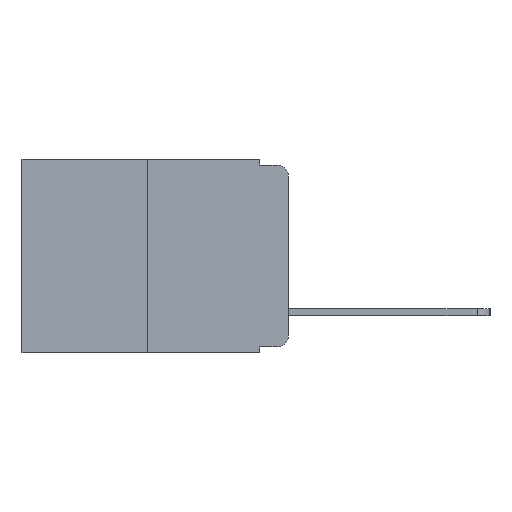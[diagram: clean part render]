
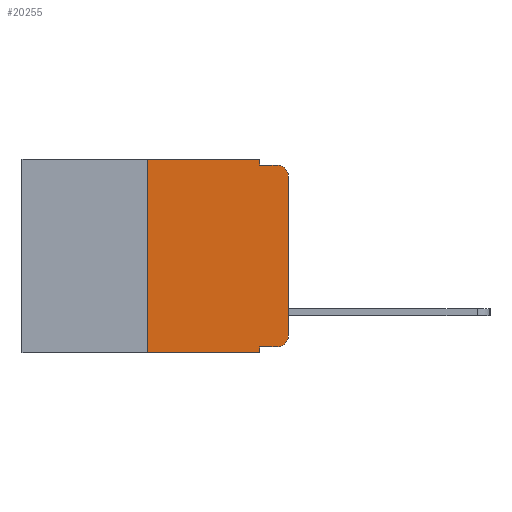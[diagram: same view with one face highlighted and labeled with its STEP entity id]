
A CAD part, left-side view. The second image highlights one B-rep face of the part: STEP entity #20255.
In plain terms, the highlighted planar face has unit normal (-1, 0, 0).
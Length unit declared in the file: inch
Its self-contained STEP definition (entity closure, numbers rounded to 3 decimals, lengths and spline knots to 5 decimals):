
#537 = EDGE_CURVE ( 'NONE', #15084, #6155, #12626, .T. ) ;
#910 = VERTEX_POINT ( 'NONE', #3165 ) ;
#953 = CARTESIAN_POINT ( 'NONE',  ( 0., 0.051, -0.333 ) ) ;
#969 = ORIENTED_EDGE ( 'NONE', *, *, #5452, .T. ) ;
#1013 = VERTEX_POINT ( 'NONE', #8920 ) ;
#1330 = CIRCLE ( 'NONE', #1917, 0.02 ) ;
#1628 = DIRECTION ( 'NONE',  ( 0., -1., 0. ) ) ;
#1642 = VECTOR ( 'NONE', #3710, 39.37008 ) ;
#1765 = CARTESIAN_POINT ( 'NONE',  ( 0., 0.051, -0.01 ) ) ;
#1786 = CARTESIAN_POINT ( 'NONE',  ( 0., 0.02, -0.333 ) ) ;
#1822 = EDGE_CURVE ( 'NONE', #20219, #17501, #8342, .T. ) ;
#1839 = CARTESIAN_POINT ( 'NONE',  ( 0., 0.473, 0. ) ) ;
#1917 = AXIS2_PLACEMENT_3D ( 'NONE', #19365, #9622, #20924 ) ;
#2253 = LINE ( 'NONE', #1839, #1642 ) ;
#2459 = AXIS2_PLACEMENT_3D ( 'NONE', #4798, #4502, #13492 ) ;
#2795 = ORIENTED_EDGE ( 'NONE', *, *, #537, .F. ) ;
#3113 = EDGE_CURVE ( 'NONE', #17501, #910, #13459, .T. ) ;
#3165 = CARTESIAN_POINT ( 'NONE',  ( 0., 0.02, -0.01 ) ) ;
#3364 = ORIENTED_EDGE ( 'NONE', *, *, #7351, .T. ) ;
#3457 = DIRECTION ( 'NONE',  ( 0., 0., 1. ) ) ;
#3681 = LINE ( 'NONE', #20453, #20717 ) ;
#3710 = DIRECTION ( 'NONE',  ( 0., -1., 0. ) ) ;
#4289 = EDGE_CURVE ( 'NONE', #14276, #910, #7642, .T. ) ;
#4502 = DIRECTION ( 'NONE',  ( -1., 0., 0. ) ) ;
#4798 = CARTESIAN_POINT ( 'NONE',  ( 0., 0.02, -0.03 ) ) ;
#5262 = CARTESIAN_POINT ( 'NONE',  ( 0., 0.051, -0.343 ) ) ;
#5452 = EDGE_CURVE ( 'NONE', #1013, #14276, #7847, .T. ) ;
#5935 = CARTESIAN_POINT ( 'NONE',  ( 0., 0., -0.03 ) ) ;
#6155 = VERTEX_POINT ( 'NONE', #13958 ) ;
#6393 = VECTOR ( 'NONE', #19534, 39.37008 ) ;
#6511 = VERTEX_POINT ( 'NONE', #11398 ) ;
#6670 = CARTESIAN_POINT ( 'NONE',  ( 0., 0.473, 0. ) ) ;
#6776 = VERTEX_POINT ( 'NONE', #5262 ) ;
#7351 = EDGE_CURVE ( 'NONE', #15084, #6776, #10614, .T. ) ;
#7642 = CIRCLE ( 'NONE', #2459, 0.02 ) ;
#7847 = LINE ( 'NONE', #16822, #20326 ) ;
#7947 = ORIENTED_EDGE ( 'NONE', *, *, #21206, .F. ) ;
#8154 = VECTOR ( 'NONE', #9280, 39.37008 ) ;
#8342 = LINE ( 'NONE', #8984, #16578 ) ;
#8920 = CARTESIAN_POINT ( 'NONE',  ( 0., 0., -0.313 ) ) ;
#8984 = CARTESIAN_POINT ( 'NONE',  ( 0., 0.051, 0. ) ) ;
#9280 = DIRECTION ( 'NONE',  ( 0., 0., 1. ) ) ;
#9622 = DIRECTION ( 'NONE',  ( -1., 0., 0. ) ) ;
#9711 = CARTESIAN_POINT ( 'NONE',  ( 0., 0.25, -0.343 ) ) ;
#10009 = DIRECTION ( 'NONE',  ( 1., 0., 0. ) ) ;
#10289 = ORIENTED_EDGE ( 'NONE', *, *, #4289, .T. ) ;
#10614 = LINE ( 'NONE', #15214, #18755 ) ;
#11398 = CARTESIAN_POINT ( 'NONE',  ( 0., 0.051, -0.333 ) ) ;
#11484 = CARTESIAN_POINT ( 'NONE',  ( 0., 0.051, 0. ) ) ;
#12626 = LINE ( 'NONE', #18694, #8154 ) ;
#12754 = DIRECTION ( 'NONE',  ( 0., 0., -1. ) ) ;
#12956 = ORIENTED_EDGE ( 'NONE', *, *, #19096, .T. ) ;
#13334 = PLANE ( 'NONE',  #20776 ) ;
#13459 = LINE ( 'NONE', #1765, #17184 ) ;
#13492 = DIRECTION ( 'NONE',  ( 0., 0., -1. ) ) ;
#13706 = EDGE_LOOP ( 'NONE', ( #969, #10289, #14715, #15188, #19446, #2795, #3364, #7947, #16699, #12956 ) ) ;
#13712 = FACE_OUTER_BOUND ( 'NONE', #13706, .T. ) ;
#13958 = CARTESIAN_POINT ( 'NONE',  ( 0., 0.25, 0. ) ) ;
#14276 = VERTEX_POINT ( 'NONE', #5935 ) ;
#14715 = ORIENTED_EDGE ( 'NONE', *, *, #3113, .F. ) ;
#15084 = VERTEX_POINT ( 'NONE', #9711 ) ;
#15188 = ORIENTED_EDGE ( 'NONE', *, *, #1822, .F. ) ;
#15193 = LINE ( 'NONE', #953, #6393 ) ;
#15214 = CARTESIAN_POINT ( 'NONE',  ( 0., 0.473, -0.343 ) ) ;
#15712 = DIRECTION ( 'NONE',  ( 0., 0., -1. ) ) ;
#16578 = VECTOR ( 'NONE', #12754, 39.37008 ) ;
#16699 = ORIENTED_EDGE ( 'NONE', *, *, #20163, .T. ) ;
#16822 = CARTESIAN_POINT ( 'NONE',  ( 0., 0., 0. ) ) ;
#16824 = DIRECTION ( 'NONE',  ( 0., -1., 0. ) ) ;
#17184 = VECTOR ( 'NONE', #1628, 39.37008 ) ;
#17501 = VERTEX_POINT ( 'NONE', #18379 ) ;
#18379 = CARTESIAN_POINT ( 'NONE',  ( 0., 0.051, -0.01 ) ) ;
#18694 = CARTESIAN_POINT ( 'NONE',  ( 0., 0.25, 0. ) ) ;
#18755 = VECTOR ( 'NONE', #16824, 39.37008 ) ;
#19096 = EDGE_CURVE ( 'NONE', #20421, #1013, #1330, .T. ) ;
#19365 = CARTESIAN_POINT ( 'NONE',  ( 0., 0.02, -0.313 ) ) ;
#19446 = ORIENTED_EDGE ( 'NONE', *, *, #21078, .F. ) ;
#19534 = DIRECTION ( 'NONE',  ( 0., -1., 0. ) ) ;
#20163 = EDGE_CURVE ( 'NONE', #6511, #20421, #15193, .T. ) ;
#20219 = VERTEX_POINT ( 'NONE', #11484 ) ;
#20255 = ADVANCED_FACE ( 'NONE', ( #13712 ), #13334, .F. ) ;
#20326 = VECTOR ( 'NONE', #3457, 39.37008 ) ;
#20421 = VERTEX_POINT ( 'NONE', #1786 ) ;
#20453 = CARTESIAN_POINT ( 'NONE',  ( 0., 0.051, 0. ) ) ;
#20717 = VECTOR ( 'NONE', #15712, 39.37008 ) ;
#20776 = AXIS2_PLACEMENT_3D ( 'NONE', #6670, #10009, #21291 ) ;
#20924 = DIRECTION ( 'NONE',  ( 0., 0., -1. ) ) ;
#21078 = EDGE_CURVE ( 'NONE', #6155, #20219, #2253, .T. ) ;
#21206 = EDGE_CURVE ( 'NONE', #6511, #6776, #3681, .T. ) ;
#21291 = DIRECTION ( 'NONE',  ( 0., 0., -1. ) ) ;
